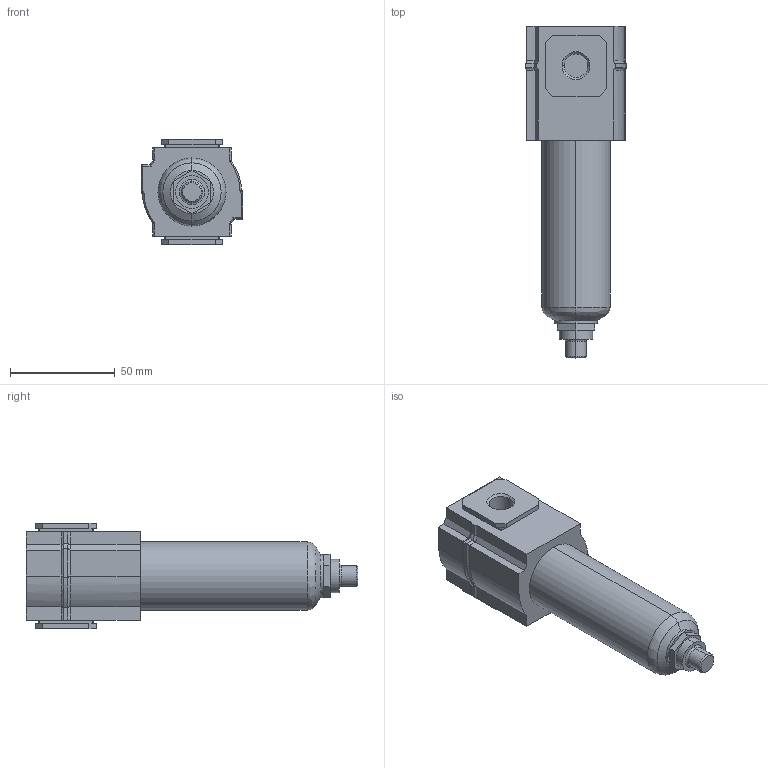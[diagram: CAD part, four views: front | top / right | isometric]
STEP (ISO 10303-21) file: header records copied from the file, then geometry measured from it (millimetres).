
FILE_DESCRIPTION (( 'STEP AP214' ), '1' );
FILE_NAME ('Norgren-F72G-2AN-AL1.step', '2019-03-02T23:21:56', ( '' ), ( '' ), 'SwSTEP 2.0', 'SolidWorks 2019', '' );
FILE_SCHEMA (( 'AUTOMOTIVE_DESIGN' ));
Length unit declared in the file: millimetre
Products named in the file (4): Norgren-F72G-2AN-AL1_F72_ss_41_1-4; Norgren-F72G-2AN-AL1; Norgren-F72G-2AN-AL1_F72_ss_09_Q; Norgren-F72G-2AN-AL1_F72_ss_75
Assembly tree (3 placements, depth 2):
  Norgren-F72G-2AN-AL1
    Norgren-F72G-2AN-AL1_F72_ss_41_1-4
    Norgren-F72G-2AN-AL1_F72_ss_09_Q
    Norgren-F72G-2AN-AL1_F72_ss_75
Bounding box: 48.4 x 158.8 x 50.25 mm (x, y, z)
Volume: 173467.8 mm3; surface area: 26646.3 mm2
Topology: 3 solids, 3 shells, 146 faces, 351 edges, 217 vertices
Faces by surface type: plane 88, cylinder 30, bspline 20, cone 6, torus 2
Entity records: 5512 total; most frequent: CARTESIAN_POINT 1287, ORIENTED_EDGE 702, DIRECTION 614, EDGE_CURVE 351, LINE 254, VECTOR 254, VERTEX_POINT 217, AXIS2_PLACEMENT_3D 180
